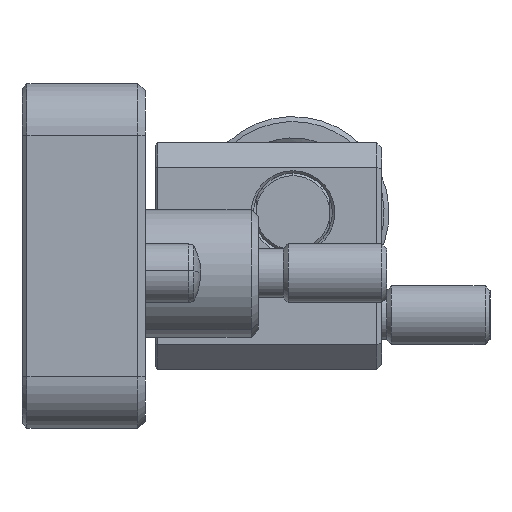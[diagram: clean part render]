
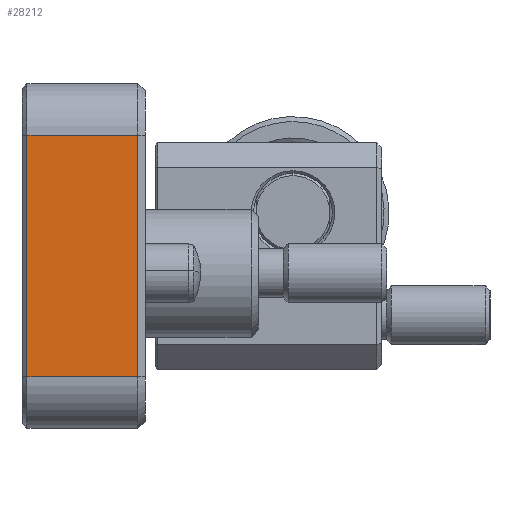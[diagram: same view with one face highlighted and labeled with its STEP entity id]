
A CAD part, left-side view. The second image highlights one B-rep face of the part: STEP entity #28212.
In plain terms, the highlighted face is planar.
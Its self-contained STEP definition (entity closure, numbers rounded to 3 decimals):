
#1015 = LINE ( 'NONE', #11026, #21292 ) ;
#2008 = CARTESIAN_POINT ( 'NONE',  ( -36., 95., 12.5 ) ) ;
#2950 = VECTOR ( 'NONE', #54709, 1000. ) ;
#5339 = EDGE_CURVE ( 'NONE', #13664, #30879, #37626, .T. ) ;
#8118 = CARTESIAN_POINT ( 'NONE',  ( 23.5, 95., 11.5 ) ) ;
#8932 = CARTESIAN_POINT ( 'NONE',  ( -36., 95., -11. ) ) ;
#9450 = VERTEX_POINT ( 'NONE', #54284 ) ;
#10074 = LINE ( 'NONE', #10352, #50496 ) ;
#10352 = CARTESIAN_POINT ( 'NONE',  ( -25.5, 95., 12.5 ) ) ;
#11026 = CARTESIAN_POINT ( 'NONE',  ( 23.5, 95., 12.5 ) ) ;
#12531 = VECTOR ( 'NONE', #15746, 1000. ) ;
#13664 = VERTEX_POINT ( 'NONE', #16857 ) ;
#15746 = DIRECTION ( 'NONE',  ( -1., 0., 0. ) ) ;
#16591 = ORIENTED_EDGE ( 'NONE', *, *, #40395, .T. ) ;
#16630 = ORIENTED_EDGE ( 'NONE', *, *, #5339, .T. ) ;
#16768 = LINE ( 'NONE', #8932, #12531 ) ;
#16857 = CARTESIAN_POINT ( 'NONE',  ( -25.5, 95., 11.5 ) ) ;
#21204 = VERTEX_POINT ( 'NONE', #25636 ) ;
#21292 = VECTOR ( 'NONE', #26802, 1000. ) ;
#25636 = CARTESIAN_POINT ( 'NONE',  ( -25.5, 95., -11. ) ) ;
#25953 = ORIENTED_EDGE ( 'NONE', *, *, #42674, .T. ) ;
#26703 = DIRECTION ( 'NONE',  ( 0., -1., 0. ) ) ;
#26802 = DIRECTION ( 'NONE',  ( 0., 0., -1. ) ) ;
#27448 = DIRECTION ( 'NONE',  ( 0., 0., 1. ) ) ;
#28212 = ADVANCED_FACE ( 'NONE', ( #31184 ), #44089, .F. ) ;
#30879 = VERTEX_POINT ( 'NONE', #8118 ) ;
#31184 = FACE_OUTER_BOUND ( 'NONE', #51044, .T. ) ;
#31742 = DIRECTION ( 'NONE',  ( 0., 0., -1. ) ) ;
#31885 = AXIS2_PLACEMENT_3D ( 'NONE', #2008, #26703, #31742 ) ;
#34544 = ORIENTED_EDGE ( 'NONE', *, *, #51715, .T. ) ;
#37626 = LINE ( 'NONE', #49672, #2950 ) ;
#40395 = EDGE_CURVE ( 'NONE', #30879, #9450, #1015, .T. ) ;
#42674 = EDGE_CURVE ( 'NONE', #21204, #13664, #10074, .T. ) ;
#44089 = PLANE ( 'NONE',  #31885 ) ;
#49672 = CARTESIAN_POINT ( 'NONE',  ( 23.5, 95., 11.5 ) ) ;
#50496 = VECTOR ( 'NONE', #27448, 1000. ) ;
#51044 = EDGE_LOOP ( 'NONE', ( #16591, #34544, #25953, #16630 ) ) ;
#51715 = EDGE_CURVE ( 'NONE', #9450, #21204, #16768, .T. ) ;
#54284 = CARTESIAN_POINT ( 'NONE',  ( 23.5, 95., -11. ) ) ;
#54709 = DIRECTION ( 'NONE',  ( 1., 0., 0. ) ) ;
